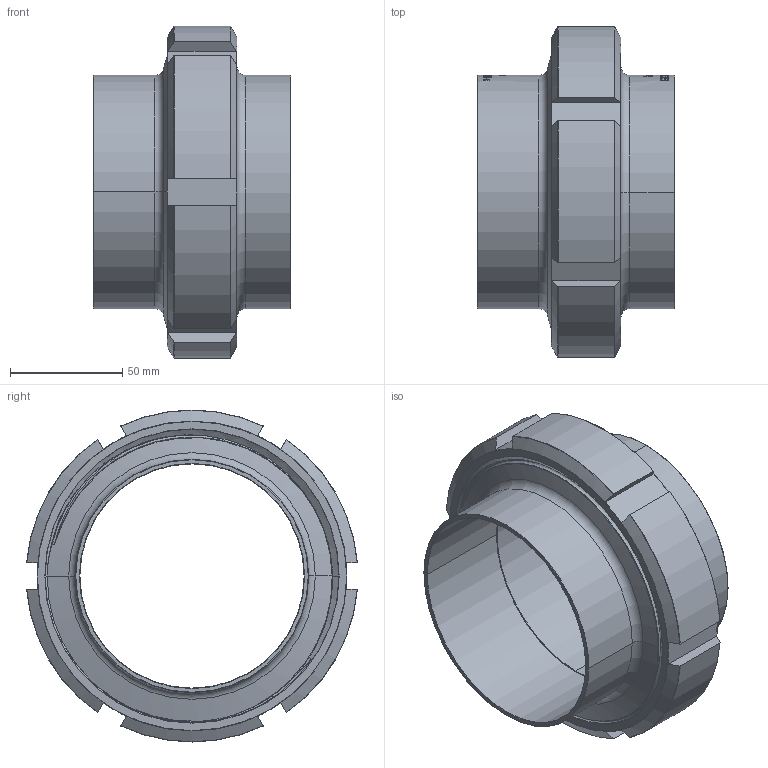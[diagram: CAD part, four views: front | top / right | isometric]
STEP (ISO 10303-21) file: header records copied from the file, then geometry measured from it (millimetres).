
FILE_DESCRIPTION (( 'STEP AP214' ), '1' );
FILE_NAME ('GL-212-100-x Verschraubung DIN11851 heco.STEP', '2017-08-28T12:04:09', ( '' ), ( '' ), 'SwSTEP 2.0', 'SolidWorks 2016', '' );
FILE_SCHEMA (( 'AUTOMOTIVE_DESIGN' ));
Length unit declared in the file: millimetre
Products named in the file (1): GL-212-100-x Verschraubung DIN11851 heco
Bounding box: 88 x 147.51 x 148 mm (x, y, z)
Volume: 299190.7 mm3; surface area: 135474.1 mm2
Topology: 4 solids, 4 shells, 689 faces, 1782 edges, 1166 vertices
Faces by surface type: bspline 272, plane 228, cylinder 86, torus 76, cone 27
Entity records: 65839 total; most frequent: CARTESIAN_POINT 43675, ORIENTED_EDGE 3564, DIRECTION 2062, EDGE_CURVE 1782, VERTEX_POINT 1166, B_SPLINE_CURVE_WITH_KNOTS 877, AXIS2_PLACEMENT_3D 770, EDGE_LOOP 762
